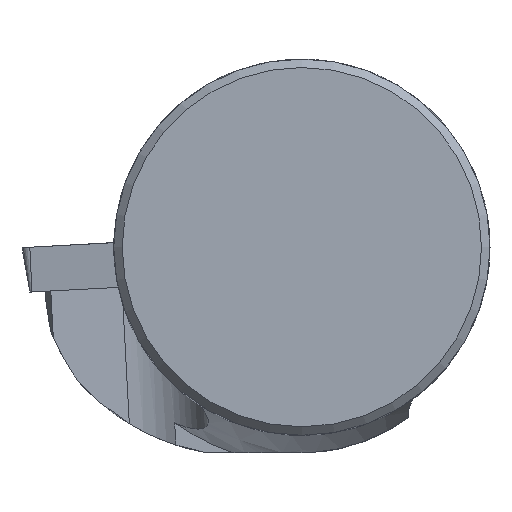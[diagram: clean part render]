
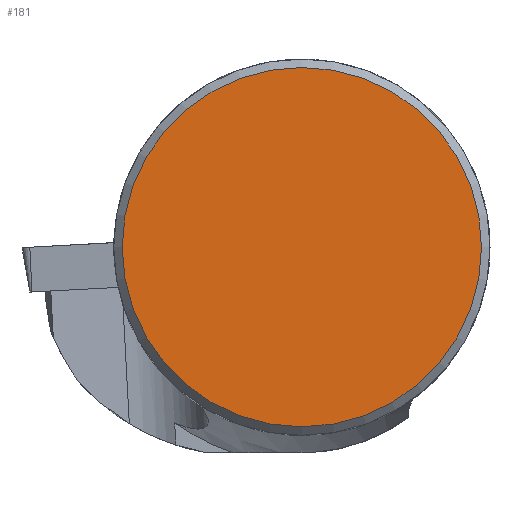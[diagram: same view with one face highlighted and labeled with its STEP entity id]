
A CAD part, top view. The second image highlights one B-rep face of the part: STEP entity #181.
In plain terms, the highlighted planar face has unit normal (0, 0, 1).
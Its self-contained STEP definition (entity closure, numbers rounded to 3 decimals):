
#147=PLANE('',#957);
#181=ADVANCED_FACE('',(#234),#147,.T.);
#234=FACE_OUTER_BOUND('',#271,.T.);
#271=EDGE_LOOP('',(#569));
#308=CIRCLE('',#932,9.549);
#569=ORIENTED_EDGE('',*,*,#765,.F.);
#685=VERTEX_POINT('',#1348);
#765=EDGE_CURVE('',#685,#685,#308,.T.);
#932=AXIS2_PLACEMENT_3D('',#1347,#1062,#1063);
#957=AXIS2_PLACEMENT_3D('',#1617,#1124,#1125);
#1062=DIRECTION('',(0.,0.,-1.));
#1063=DIRECTION('',(1.,0.,0.));
#1124=DIRECTION('',(0.,0.,1.));
#1125=DIRECTION('',(1.,0.,0.));
#1347=CARTESIAN_POINT('',(0.,0.,0.));
#1348=CARTESIAN_POINT('',(9.549,0.,0.));
#1617=CARTESIAN_POINT('',(0.,0.,0.));
